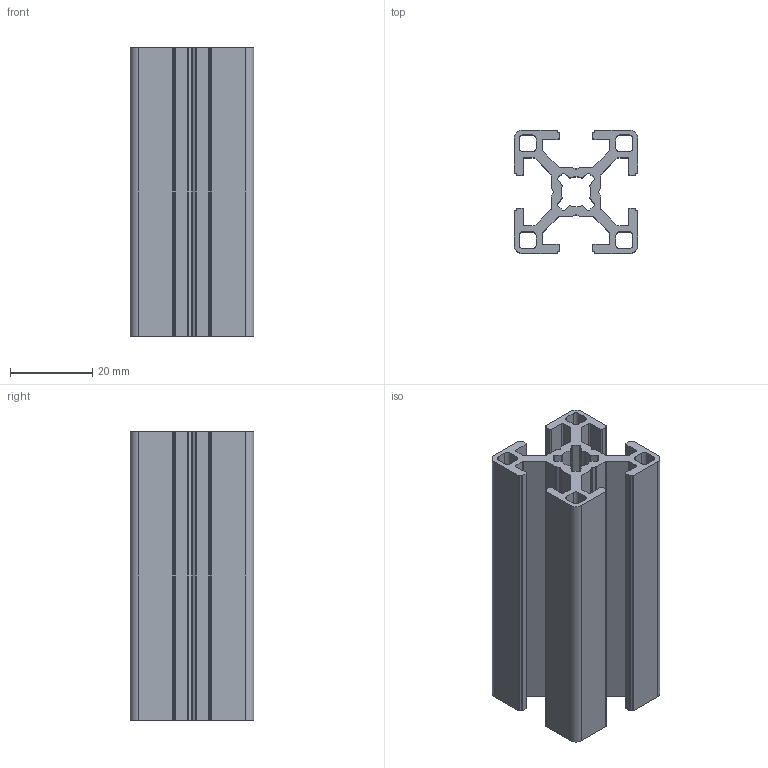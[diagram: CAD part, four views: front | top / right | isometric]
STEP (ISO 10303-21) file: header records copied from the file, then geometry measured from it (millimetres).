
FILE_DESCRIPTION(('FreeCAD Model'),'2;1');
FILE_NAME('Open CASCADE Shape Model','2024-03-15T11:46:43',(''),(''), 'Open CASCADE STEP processor 7.6','FreeCAD','Unknown');
FILE_SCHEMA(('AUTOMOTIVE_DESIGN { 1 0 10303 214 1 1 1 1 }'));
Length unit declared in the file: millimetre
Products named in the file (1): STB8-3030
Bounding box: 30 x 30 x 70 mm (x, y, z)
Volume: 21884.2 mm3; surface area: 23707.2 mm2
Topology: 1 solids, 1 shells, 210 faces, 624 edges, 416 vertices
Faces by surface type: cylinder 108, plane 102
Entity records: 15582 total; most frequent: CARTESIAN_POINT 3147, DIRECTION 2402, LINE 1440, VECTOR 1440, ORIENTED_EDGE 1248, PCURVE 1248, DEFINITIONAL_REPRESENTATION 1248, EDGE_CURVE 624
